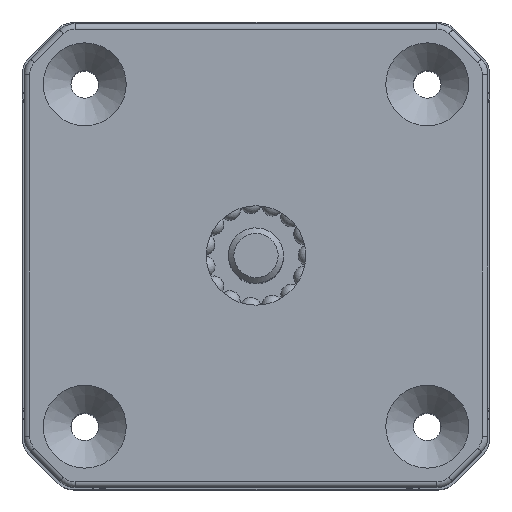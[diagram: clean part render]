
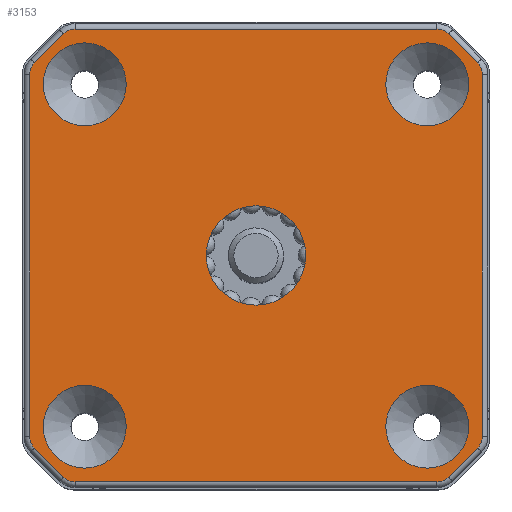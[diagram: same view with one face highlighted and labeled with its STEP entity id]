
A CAD part, top view. The second image highlights one B-rep face of the part: STEP entity #3153.
In plain terms, the highlighted planar face has unit normal (0, 0, 1).
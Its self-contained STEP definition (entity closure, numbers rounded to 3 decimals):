
#15=FACE_BOUND('',#837,.T.);
#16=FACE_BOUND('',#838,.T.);
#17=FACE_BOUND('',#839,.T.);
#18=FACE_BOUND('',#840,.T.);
#19=FACE_BOUND('',#841,.T.);
#250=LINE('',#6556,#418);
#253=LINE('',#6563,#421);
#254=LINE('',#6580,#422);
#257=LINE('',#6587,#425);
#258=LINE('',#6604,#426);
#261=LINE('',#6611,#429);
#262=LINE('',#6628,#430);
#265=LINE('',#6635,#433);
#418=VECTOR('',#3951,1000.);
#421=VECTOR('',#3958,1000.);
#422=VECTOR('',#3979,1000.);
#425=VECTOR('',#3986,1000.);
#426=VECTOR('',#4007,1000.);
#429=VECTOR('',#4014,1000.);
#430=VECTOR('',#4035,1000.);
#433=VECTOR('',#4042,1000.);
#662=FACE_OUTER_BOUND('',#836,.T.);
#836=EDGE_LOOP('',(#2518,#2519,#2520,#2521,#2522,#2523,#2524,#2525,#2526,
#2527,#2528,#2529,#2530,#2531,#2532,#2533));
#837=EDGE_LOOP('',(#2534));
#838=EDGE_LOOP('',(#2535));
#839=EDGE_LOOP('',(#2536));
#840=EDGE_LOOP('',(#2537));
#841=EDGE_LOOP('',(#2538));
#1032=CIRCLE('',#3390,1.5);
#1036=CIRCLE('',#3397,1.5);
#1040=CIRCLE('',#3402,1.5);
#1044=CIRCLE('',#3409,1.5);
#1048=CIRCLE('',#3414,1.5);
#1052=CIRCLE('',#3421,1.5);
#1056=CIRCLE('',#3426,1.5);
#1060=CIRCLE('',#3433,1.5);
#1077=CIRCLE('',#3471,3.75);
#1078=CIRCLE('',#3472,3.75);
#1079=CIRCLE('',#3473,3.75);
#1080=CIRCLE('',#3474,3.75);
#1081=CIRCLE('',#3475,4.5);
#1334=VERTEX_POINT('',#6544);
#1337=VERTEX_POINT('',#6549);
#1339=VERTEX_POINT('',#6554);
#1340=VERTEX_POINT('',#6559);
#1343=VERTEX_POINT('',#6566);
#1344=VERTEX_POINT('',#6571);
#1347=VERTEX_POINT('',#6578);
#1348=VERTEX_POINT('',#6583);
#1351=VERTEX_POINT('',#6590);
#1352=VERTEX_POINT('',#6595);
#1355=VERTEX_POINT('',#6602);
#1356=VERTEX_POINT('',#6607);
#1359=VERTEX_POINT('',#6614);
#1360=VERTEX_POINT('',#6619);
#1363=VERTEX_POINT('',#6626);
#1364=VERTEX_POINT('',#6631);
#1398=VERTEX_POINT('',#6744);
#1399=VERTEX_POINT('',#6746);
#1400=VERTEX_POINT('',#6748);
#1401=VERTEX_POINT('',#6750);
#1402=VERTEX_POINT('',#6752);
#1709=EDGE_CURVE('',#1334,#1337,#1032,.T.);
#1711=EDGE_CURVE('',#1337,#1339,#250,.T.);
#1715=EDGE_CURVE('',#1340,#1334,#253,.T.);
#1717=EDGE_CURVE('',#1339,#1343,#1036,.T.);
#1721=EDGE_CURVE('',#1344,#1340,#1040,.T.);
#1723=EDGE_CURVE('',#1343,#1347,#254,.T.);
#1727=EDGE_CURVE('',#1348,#1344,#257,.T.);
#1729=EDGE_CURVE('',#1347,#1351,#1044,.T.);
#1733=EDGE_CURVE('',#1352,#1348,#1048,.T.);
#1735=EDGE_CURVE('',#1351,#1355,#258,.T.);
#1739=EDGE_CURVE('',#1356,#1352,#261,.T.);
#1741=EDGE_CURVE('',#1355,#1359,#1052,.T.);
#1745=EDGE_CURVE('',#1360,#1356,#1056,.T.);
#1747=EDGE_CURVE('',#1359,#1363,#262,.T.);
#1751=EDGE_CURVE('',#1364,#1360,#265,.T.);
#1753=EDGE_CURVE('',#1363,#1364,#1060,.T.);
#1806=EDGE_CURVE('',#1398,#1398,#1077,.T.);
#1807=EDGE_CURVE('',#1399,#1399,#1078,.T.);
#1808=EDGE_CURVE('',#1400,#1400,#1079,.T.);
#1809=EDGE_CURVE('',#1401,#1401,#1080,.T.);
#1810=EDGE_CURVE('',#1402,#1402,#1081,.T.);
#2518=ORIENTED_EDGE('',*,*,#1715,.T.);
#2519=ORIENTED_EDGE('',*,*,#1709,.T.);
#2520=ORIENTED_EDGE('',*,*,#1711,.T.);
#2521=ORIENTED_EDGE('',*,*,#1717,.T.);
#2522=ORIENTED_EDGE('',*,*,#1723,.T.);
#2523=ORIENTED_EDGE('',*,*,#1729,.T.);
#2524=ORIENTED_EDGE('',*,*,#1735,.T.);
#2525=ORIENTED_EDGE('',*,*,#1741,.T.);
#2526=ORIENTED_EDGE('',*,*,#1747,.T.);
#2527=ORIENTED_EDGE('',*,*,#1753,.T.);
#2528=ORIENTED_EDGE('',*,*,#1751,.T.);
#2529=ORIENTED_EDGE('',*,*,#1745,.T.);
#2530=ORIENTED_EDGE('',*,*,#1739,.T.);
#2531=ORIENTED_EDGE('',*,*,#1733,.T.);
#2532=ORIENTED_EDGE('',*,*,#1727,.T.);
#2533=ORIENTED_EDGE('',*,*,#1721,.T.);
#2534=ORIENTED_EDGE('',*,*,#1806,.T.);
#2535=ORIENTED_EDGE('',*,*,#1807,.T.);
#2536=ORIENTED_EDGE('',*,*,#1808,.T.);
#2537=ORIENTED_EDGE('',*,*,#1809,.T.);
#2538=ORIENTED_EDGE('',*,*,#1810,.T.);
#3028=PLANE('',#3470);
#3153=ADVANCED_FACE('',(#662,#15,#16,#17,#18,#19),#3028,.F.);
#3390=AXIS2_PLACEMENT_3D('',#6551,#3945,#3946);
#3397=AXIS2_PLACEMENT_3D('',#6568,#3963,#3964);
#3402=AXIS2_PLACEMENT_3D('',#6575,#3973,#3974);
#3409=AXIS2_PLACEMENT_3D('',#6592,#3991,#3992);
#3414=AXIS2_PLACEMENT_3D('',#6599,#4001,#4002);
#3421=AXIS2_PLACEMENT_3D('',#6616,#4019,#4020);
#3426=AXIS2_PLACEMENT_3D('',#6623,#4029,#4030);
#3433=AXIS2_PLACEMENT_3D('',#6638,#4047,#4048);
#3470=AXIS2_PLACEMENT_3D('',#6743,#4157,#4158);
#3471=AXIS2_PLACEMENT_3D('',#6745,#4159,#4160);
#3472=AXIS2_PLACEMENT_3D('',#6747,#4161,#4162);
#3473=AXIS2_PLACEMENT_3D('',#6749,#4163,#4164);
#3474=AXIS2_PLACEMENT_3D('',#6751,#4165,#4166);
#3475=AXIS2_PLACEMENT_3D('',#6753,#4167,#4168);
#3945=DIRECTION('center_axis',(0.,0.,1.));
#3946=DIRECTION('ref_axis',(0.,1.,0.));
#3951=DIRECTION('',(-0.707,-0.707,0.));
#3958=DIRECTION('',(-1.,0.,0.));
#3963=DIRECTION('center_axis',(0.,0.,1.));
#3964=DIRECTION('ref_axis',(0.,1.,0.));
#3973=DIRECTION('center_axis',(0.,0.,1.));
#3974=DIRECTION('ref_axis',(0.,1.,0.));
#3979=DIRECTION('',(0.,-1.,0.));
#3986=DIRECTION('',(-0.707,0.707,0.));
#3991=DIRECTION('center_axis',(0.,0.,1.));
#3992=DIRECTION('ref_axis',(0.,1.,0.));
#4001=DIRECTION('center_axis',(0.,0.,1.));
#4002=DIRECTION('ref_axis',(0.,1.,0.));
#4007=DIRECTION('',(0.707,-0.707,0.));
#4014=DIRECTION('',(0.,1.,0.));
#4019=DIRECTION('center_axis',(0.,0.,1.));
#4020=DIRECTION('ref_axis',(0.,1.,0.));
#4029=DIRECTION('center_axis',(0.,0.,1.));
#4030=DIRECTION('ref_axis',(0.,1.,0.));
#4035=DIRECTION('',(1.,0.,0.));
#4042=DIRECTION('',(0.707,0.707,0.));
#4047=DIRECTION('center_axis',(0.,0.,1.));
#4048=DIRECTION('ref_axis',(0.,1.,0.));
#4157=DIRECTION('center_axis',(0.,0.,-1.));
#4158=DIRECTION('ref_axis',(0.,1.,0.));
#4159=DIRECTION('center_axis',(0.,0.,-1.));
#4160=DIRECTION('ref_axis',(0.,1.,0.));
#4161=DIRECTION('center_axis',(0.,0.,-1.));
#4162=DIRECTION('ref_axis',(0.,1.,0.));
#4163=DIRECTION('center_axis',(0.,0.,-1.));
#4164=DIRECTION('ref_axis',(0.,1.,0.));
#4165=DIRECTION('center_axis',(0.,0.,-1.));
#4166=DIRECTION('ref_axis',(0.,1.,0.));
#4167=DIRECTION('center_axis',(0.,0.,-1.));
#4168=DIRECTION('ref_axis',(0.,1.,0.));
#6544=CARTESIAN_POINT('',(-21.072,5.5,1125.));
#6549=CARTESIAN_POINT('',(-22.132,5.061,1125.));
#6551=CARTESIAN_POINT('Origin',(-21.072,4.,1125.));
#6554=CARTESIAN_POINT('',(-24.761,2.432,1125.));
#6556=CARTESIAN_POINT('',(-23.446,3.746,1125.));
#6559=CARTESIAN_POINT('',(11.672,5.5,1125.));
#6563=CARTESIAN_POINT('',(-4.7,5.5,1125.));
#6566=CARTESIAN_POINT('',(-25.2,1.372,1125.));
#6568=CARTESIAN_POINT('Origin',(-23.7,1.372,1125.));
#6571=CARTESIAN_POINT('',(12.732,5.061,1125.));
#6575=CARTESIAN_POINT('Origin',(11.672,4.,1125.));
#6578=CARTESIAN_POINT('',(-25.2,-31.372,1125.));
#6580=CARTESIAN_POINT('',(-25.2,-31.372,1125.));
#6583=CARTESIAN_POINT('',(15.361,2.432,1125.));
#6587=CARTESIAN_POINT('',(14.046,3.746,1125.));
#6590=CARTESIAN_POINT('',(-24.761,-32.432,1125.));
#6592=CARTESIAN_POINT('Origin',(-23.7,-31.372,1125.));
#6595=CARTESIAN_POINT('',(15.8,1.372,1125.));
#6599=CARTESIAN_POINT('Origin',(14.3,1.372,1125.));
#6602=CARTESIAN_POINT('',(-22.132,-35.061,1125.));
#6604=CARTESIAN_POINT('',(-22.132,-35.061,1125.));
#6607=CARTESIAN_POINT('',(15.8,-31.372,1125.));
#6611=CARTESIAN_POINT('',(15.8,-15.,1125.));
#6614=CARTESIAN_POINT('',(-21.072,-35.5,1125.));
#6616=CARTESIAN_POINT('Origin',(-21.072,-34.,1125.));
#6619=CARTESIAN_POINT('',(15.361,-32.432,1125.));
#6623=CARTESIAN_POINT('Origin',(14.3,-31.372,1125.));
#6626=CARTESIAN_POINT('',(11.672,-35.5,1125.));
#6628=CARTESIAN_POINT('',(11.672,-35.5,1125.));
#6631=CARTESIAN_POINT('',(12.732,-35.061,1125.));
#6635=CARTESIAN_POINT('',(15.361,-32.432,1125.));
#6638=CARTESIAN_POINT('Origin',(11.672,-34.,1125.));
#6743=CARTESIAN_POINT('Origin',(-4.7,-15.,1125.));
#6744=CARTESIAN_POINT('',(-20.2,-26.75,1125.));
#6745=CARTESIAN_POINT('Origin',(-20.2,-30.5,1125.));
#6746=CARTESIAN_POINT('',(10.8,-26.75,1125.));
#6747=CARTESIAN_POINT('Origin',(10.8,-30.5,1125.));
#6748=CARTESIAN_POINT('',(10.8,4.25,1125.));
#6749=CARTESIAN_POINT('Origin',(10.8,0.5,1125.));
#6750=CARTESIAN_POINT('',(-20.2,4.25,1125.));
#6751=CARTESIAN_POINT('Origin',(-20.2,0.5,1125.));
#6752=CARTESIAN_POINT('',(-4.7,-10.5,1125.));
#6753=CARTESIAN_POINT('Origin',(-4.7,-15.,1125.));
